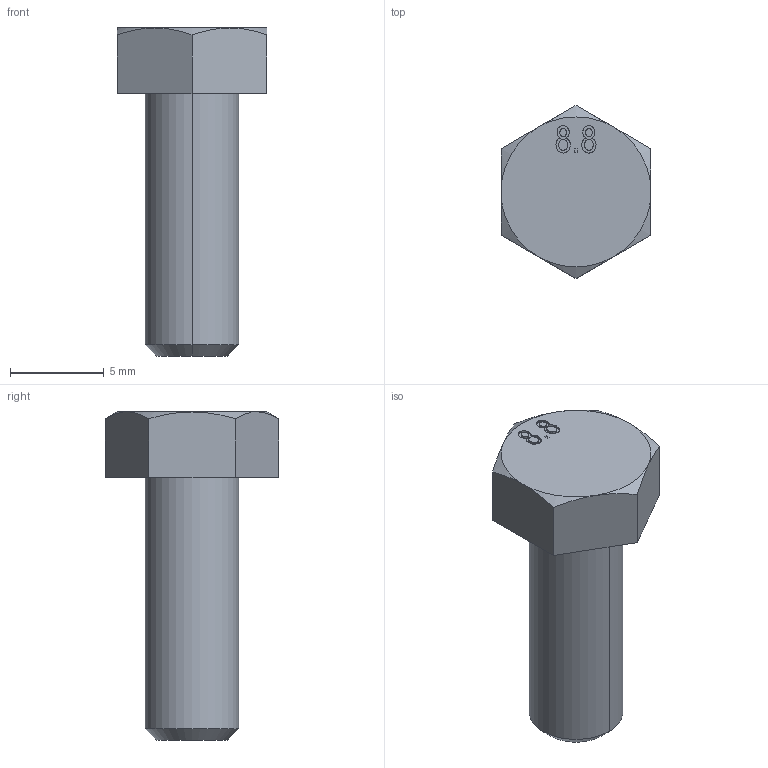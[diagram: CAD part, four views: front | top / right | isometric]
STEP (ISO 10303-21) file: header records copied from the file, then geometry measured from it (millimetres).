
FILE_DESCRIPTION (( 'STEP AP203' ), '1' );
FILE_NAME ('91280A225_NO THREADS_Medium-Strength Class 8.8 Steel Hex Head Screw.STEP', '2022-09-08T13:05:34', ( 'Administrator' ), ( 'Managed by Terraform' ), 'SwSTEP 2.0', 'SolidWorks 2017', '' );
FILE_SCHEMA (( 'CONFIG_CONTROL_DESIGN' ));
Length unit declared in the file: millimetre
Products named in the file (1): 91280A225_NO THREADS_Medium-Strength Class 8.8 Steel Hex Head Screw
Bounding box: 8 x 9.24 x 17.5 mm (x, y, z)
Volume: 465.6 mm3; surface area: 420.5 mm2
Topology: 1 solids, 1 shells, 62 faces, 148 edges, 96 vertices
Faces by surface type: bspline 32, plane 20, cone 8, cylinder 2
Entity records: 3593 total; most frequent: CARTESIAN_POINT 2311, ORIENTED_EDGE 296, EDGE_CURVE 148, DIRECTION 146, VERTEX_POINT 96, B_SPLINE_CURVE_WITH_KNOTS 76, EDGE_LOOP 70, FACE_OUTER_BOUND 62
